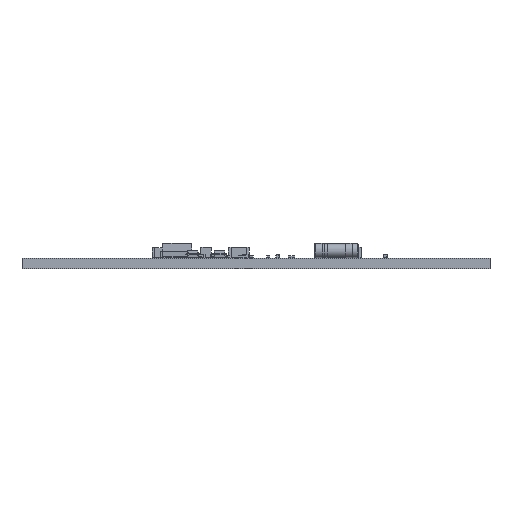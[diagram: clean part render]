
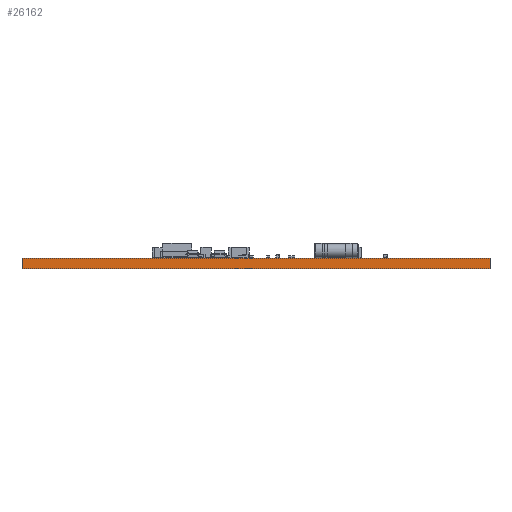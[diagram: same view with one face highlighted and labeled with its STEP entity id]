
A CAD part, front view. The second image highlights one B-rep face of the part: STEP entity #26162.
In plain terms, the highlighted planar face has unit normal (0, -1, 0).
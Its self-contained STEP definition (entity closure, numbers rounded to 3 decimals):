
#21801 = PLANE('',#21802);
#21802 = AXIS2_PLACEMENT_3D('',#21803,#21804,#21805);
#21803 = CARTESIAN_POINT('',(195.765,-102.159,1.6));
#21804 = DIRECTION('',(0.,0.,-1.));
#21805 = DIRECTION('',(-1.,0.,0.));
#21855 = PLANE('',#21856);
#21856 = AXIS2_PLACEMENT_3D('',#21857,#21858,#21859);
#21857 = CARTESIAN_POINT('',(195.765,-102.159,0.));
#21858 = DIRECTION('',(0.,0.,-1.));
#21859 = DIRECTION('',(-1.,0.,0.));
#22216 = VERTEX_POINT('',#22217);
#22217 = CARTESIAN_POINT('',(231.53,-125.,0.));
#22231 = PLANE('',#22232);
#22232 = AXIS2_PLACEMENT_3D('',#22233,#22234,#22235);
#22233 = CARTESIAN_POINT('',(231.53,-99.58,0.));
#22234 = DIRECTION('',(1.,0.,0.));
#22235 = DIRECTION('',(0.,-1.,0.));
#22243 = EDGE_CURVE('',#22216,#22244,#22246,.T.);
#22244 = VERTEX_POINT('',#22245);
#22245 = CARTESIAN_POINT('',(160.,-125.,0.));
#22246 = SURFACE_CURVE('',#22247,(#22251,#22258),.PCURVE_S1.);
#22247 = LINE('',#22248,#22249);
#22248 = CARTESIAN_POINT('',(231.53,-125.,0.));
#22249 = VECTOR('',#22250,1.);
#22250 = DIRECTION('',(-1.,0.,0.));
#22251 = PCURVE('',#21855,#22252);
#22252 = DEFINITIONAL_REPRESENTATION('',(#22253),#22257);
#22253 = LINE('',#22254,#22255);
#22254 = CARTESIAN_POINT('',(-35.765,-22.841));
#22255 = VECTOR('',#22256,1.);
#22256 = DIRECTION('',(1.,0.));
#22257 = ( GEOMETRIC_REPRESENTATION_CONTEXT(2) 
PARAMETRIC_REPRESENTATION_CONTEXT() REPRESENTATION_CONTEXT('2D SPACE',''
  ) );
#22258 = PCURVE('',#22259,#22264);
#22259 = PLANE('',#22260);
#22260 = AXIS2_PLACEMENT_3D('',#22261,#22262,#22263);
#22261 = CARTESIAN_POINT('',(231.53,-125.,0.));
#22262 = DIRECTION('',(0.,-1.,0.));
#22263 = DIRECTION('',(-1.,0.,0.));
#22264 = DEFINITIONAL_REPRESENTATION('',(#22265),#22269);
#22265 = LINE('',#22266,#22267);
#22266 = CARTESIAN_POINT('',(0.,0.));
#22267 = VECTOR('',#22268,1.);
#22268 = DIRECTION('',(1.,0.));
#22269 = ( GEOMETRIC_REPRESENTATION_CONTEXT(2) 
PARAMETRIC_REPRESENTATION_CONTEXT() REPRESENTATION_CONTEXT('2D SPACE',''
  ) );
#22287 = PLANE('',#22288);
#22288 = AXIS2_PLACEMENT_3D('',#22289,#22290,#22291);
#22289 = CARTESIAN_POINT('',(160.,-125.,0.));
#22290 = DIRECTION('',(-1.,0.,0.));
#22291 = DIRECTION('',(0.,1.,0.));
#24251 = VERTEX_POINT('',#24252);
#24252 = CARTESIAN_POINT('',(231.53,-125.,1.6));
#24273 = EDGE_CURVE('',#24251,#24274,#24276,.T.);
#24274 = VERTEX_POINT('',#24275);
#24275 = CARTESIAN_POINT('',(160.,-125.,1.6));
#24276 = SURFACE_CURVE('',#24277,(#24281,#24288),.PCURVE_S1.);
#24277 = LINE('',#24278,#24279);
#24278 = CARTESIAN_POINT('',(231.53,-125.,1.6));
#24279 = VECTOR('',#24280,1.);
#24280 = DIRECTION('',(-1.,0.,0.));
#24281 = PCURVE('',#21801,#24282);
#24282 = DEFINITIONAL_REPRESENTATION('',(#24283),#24287);
#24283 = LINE('',#24284,#24285);
#24284 = CARTESIAN_POINT('',(-35.765,-22.841));
#24285 = VECTOR('',#24286,1.);
#24286 = DIRECTION('',(1.,0.));
#24287 = ( GEOMETRIC_REPRESENTATION_CONTEXT(2) 
PARAMETRIC_REPRESENTATION_CONTEXT() REPRESENTATION_CONTEXT('2D SPACE',''
  ) );
#24288 = PCURVE('',#22259,#24289);
#24289 = DEFINITIONAL_REPRESENTATION('',(#24290),#24294);
#24290 = LINE('',#24291,#24292);
#24291 = CARTESIAN_POINT('',(0.,-1.6));
#24292 = VECTOR('',#24293,1.);
#24293 = DIRECTION('',(1.,0.));
#24294 = ( GEOMETRIC_REPRESENTATION_CONTEXT(2) 
PARAMETRIC_REPRESENTATION_CONTEXT() REPRESENTATION_CONTEXT('2D SPACE',''
  ) );
#26112 = EDGE_CURVE('',#22244,#24274,#26113,.T.);
#26113 = SURFACE_CURVE('',#26114,(#26118,#26125),.PCURVE_S1.);
#26114 = LINE('',#26115,#26116);
#26115 = CARTESIAN_POINT('',(160.,-125.,0.));
#26116 = VECTOR('',#26117,1.);
#26117 = DIRECTION('',(0.,0.,1.));
#26118 = PCURVE('',#22287,#26119);
#26119 = DEFINITIONAL_REPRESENTATION('',(#26120),#26124);
#26120 = LINE('',#26121,#26122);
#26121 = CARTESIAN_POINT('',(0.,0.));
#26122 = VECTOR('',#26123,1.);
#26123 = DIRECTION('',(0.,-1.));
#26124 = ( GEOMETRIC_REPRESENTATION_CONTEXT(2) 
PARAMETRIC_REPRESENTATION_CONTEXT() REPRESENTATION_CONTEXT('2D SPACE',''
  ) );
#26125 = PCURVE('',#22259,#26126);
#26126 = DEFINITIONAL_REPRESENTATION('',(#26127),#26131);
#26127 = LINE('',#26128,#26129);
#26128 = CARTESIAN_POINT('',(71.53,0.));
#26129 = VECTOR('',#26130,1.);
#26130 = DIRECTION('',(0.,-1.));
#26131 = ( GEOMETRIC_REPRESENTATION_CONTEXT(2) 
PARAMETRIC_REPRESENTATION_CONTEXT() REPRESENTATION_CONTEXT('2D SPACE',''
  ) );
#26162 = ADVANCED_FACE('',(#26163),#22259,.T.);
#26163 = FACE_BOUND('',#26164,.T.);
#26164 = EDGE_LOOP('',(#26165,#26186,#26187,#26188));
#26165 = ORIENTED_EDGE('',*,*,#26166,.T.);
#26166 = EDGE_CURVE('',#22216,#24251,#26167,.T.);
#26167 = SURFACE_CURVE('',#26168,(#26172,#26179),.PCURVE_S1.);
#26168 = LINE('',#26169,#26170);
#26169 = CARTESIAN_POINT('',(231.53,-125.,0.));
#26170 = VECTOR('',#26171,1.);
#26171 = DIRECTION('',(0.,0.,1.));
#26172 = PCURVE('',#22259,#26173);
#26173 = DEFINITIONAL_REPRESENTATION('',(#26174),#26178);
#26174 = LINE('',#26175,#26176);
#26175 = CARTESIAN_POINT('',(0.,0.));
#26176 = VECTOR('',#26177,1.);
#26177 = DIRECTION('',(0.,-1.));
#26178 = ( GEOMETRIC_REPRESENTATION_CONTEXT(2) 
PARAMETRIC_REPRESENTATION_CONTEXT() REPRESENTATION_CONTEXT('2D SPACE',''
  ) );
#26179 = PCURVE('',#22231,#26180);
#26180 = DEFINITIONAL_REPRESENTATION('',(#26181),#26185);
#26181 = LINE('',#26182,#26183);
#26182 = CARTESIAN_POINT('',(25.42,0.));
#26183 = VECTOR('',#26184,1.);
#26184 = DIRECTION('',(0.,-1.));
#26185 = ( GEOMETRIC_REPRESENTATION_CONTEXT(2) 
PARAMETRIC_REPRESENTATION_CONTEXT() REPRESENTATION_CONTEXT('2D SPACE',''
  ) );
#26186 = ORIENTED_EDGE('',*,*,#24273,.T.);
#26187 = ORIENTED_EDGE('',*,*,#26112,.F.);
#26188 = ORIENTED_EDGE('',*,*,#22243,.F.);
